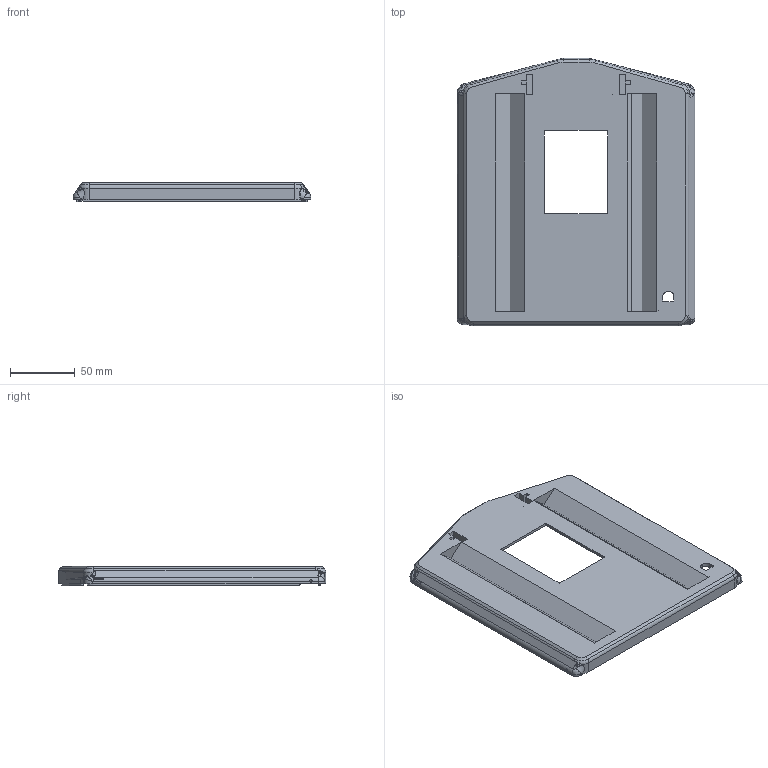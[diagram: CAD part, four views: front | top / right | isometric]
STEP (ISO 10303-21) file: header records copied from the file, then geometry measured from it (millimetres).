
FILE_DESCRIPTION(/* description */ ('','CAx-IF Rec.Pracs.---Representation and Presentation of Product Manufacturing Information (PMI)---4.0---2014-10-13'),/* implementation_level */ '2;1');
FILE_NAME(/* name */ 'TXBACK12a.step',/* time_stamp */ '2024-12-18T09:47:46Z',/* author */ (''),/* organization */ (''),/* preprocessor_version */ 'ST-DEVELOPER v20',/* originating_system */ 'Autodesk Translation Framework v13.20.0.188',/* authorisation */ '');
FILE_SCHEMA (('AP242_MANAGED_MODEL_BASED_3D_ENGINEERING_MIM_LF { 1 0 10303 442 1 1 4 }'));
Length unit declared in the file: millimetre
Products named in the file (1): TXV12a
Bounding box: 184 x 207.18 x 14.75 mm (x, y, z)
Volume: 170444.4 mm3; surface area: 87624.9 mm2
Topology: 1 solids, 3 shells, 392 faces, 1091 edges, 696 vertices
Faces by surface type: plane 181, cylinder 97, bspline 93, cone 10, torus 8, sphere 3
Full cylindrical faces by diameter (mm): 2 x5
Entity records: 15760 total; most frequent: CARTESIAN_POINT 6190, ORIENTED_EDGE 2176, DIRECTION 1725, EDGE_CURVE 1088, VERTEX_POINT 696, AXIS2_PLACEMENT_3D 579, LINE 567, VECTOR 567
